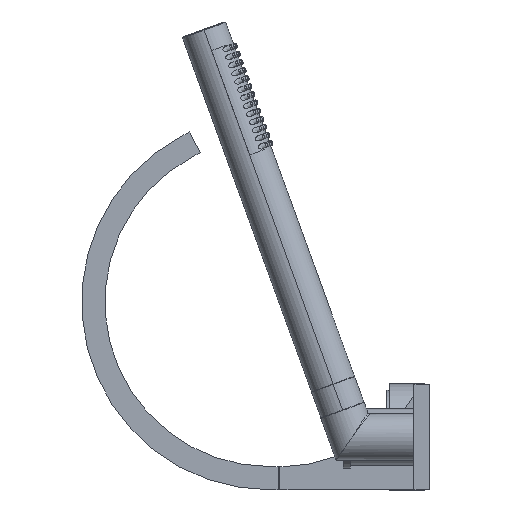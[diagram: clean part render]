
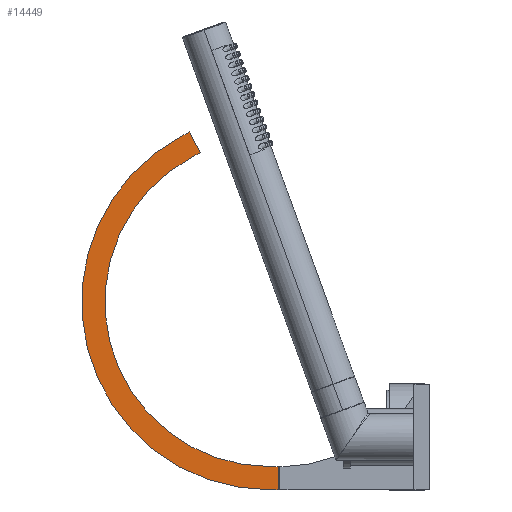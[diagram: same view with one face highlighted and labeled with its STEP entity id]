
A CAD part, left-side view. The second image highlights one B-rep face of the part: STEP entity #14449.
In plain terms, the highlighted planar face has unit normal (-1, 0, 0).
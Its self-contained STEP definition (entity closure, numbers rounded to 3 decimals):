
#110 = CARTESIAN_POINT ( 'NONE',  ( -24., 54.753, 194.064 ) ) ;
#233 = VERTEX_POINT ( 'NONE', #8458 ) ;
#531 = LINE ( 'NONE', #1792, #6702 ) ;
#1186 = CARTESIAN_POINT ( 'NONE',  ( -24., 5., -6.6 ) ) ;
#1323 = CARTESIAN_POINT ( 'NONE',  ( -24., 48.586, 182.393 ) ) ;
#1792 = CARTESIAN_POINT ( 'NONE',  ( -24., 0., -6.6 ) ) ;
#1900 = CARTESIAN_POINT ( 'NONE',  ( -24., 50.332, 196.4 ) ) ;
#1938 = VECTOR ( 'NONE', #7214, 1000. ) ;
#2051 = DIRECTION ( 'NONE',  ( 1., 0., 0. ) ) ;
#2838 = VERTEX_POINT ( 'NONE', #3020 ) ;
#2877 = ORIENTED_EDGE ( 'NONE', *, *, #8588, .F. ) ;
#3020 = CARTESIAN_POINT ( 'NONE',  ( -24., 50.332, 196.4 ) ) ;
#3215 = VECTOR ( 'NONE', #6661, 1000. ) ;
#4903 = DIRECTION ( 'NONE',  ( 0., 0., -1. ) ) ;
#4970 = ORIENTED_EDGE ( 'NONE', *, *, #7544, .F. ) ;
#4972 = CARTESIAN_POINT ( 'NONE',  ( -24., 54.753, 194.064 ) ) ;
#5422 = VERTEX_POINT ( 'NONE', #6101 ) ;
#5447 = DIRECTION ( 'NONE',  ( 0., 0., -1. ) ) ;
#5716 = CARTESIAN_POINT ( 'NONE',  ( -24., 5., 99.9 ) ) ;
#6097 = CARTESIAN_POINT ( 'NONE',  ( -24., 0., 6.6 ) ) ;
#6101 = CARTESIAN_POINT ( 'NONE',  ( -24., 0., 6.6 ) ) ;
#6661 = DIRECTION ( 'NONE',  ( 0., -0.467, -0.884 ) ) ;
#6702 = VECTOR ( 'NONE', #14509, 1000. ) ;
#7214 = DIRECTION ( 'NONE',  ( 0., -0.884, 0.467 ) ) ;
#7470 = EDGE_CURVE ( 'NONE', #10978, #2838, #7740, .T. ) ;
#7473 = DIRECTION ( 'NONE',  ( 0., -1., 0. ) ) ;
#7544 = EDGE_CURVE ( 'NONE', #2838, #13635, #13126, .T. ) ;
#7638 = LINE ( 'NONE', #11195, #11061 ) ;
#7740 = LINE ( 'NONE', #4972, #1938 ) ;
#7854 = EDGE_CURVE ( 'NONE', #10573, #9477, #13307, .T. ) ;
#7897 = DIRECTION ( 'NONE',  ( 0., 0., -1. ) ) ;
#8107 = EDGE_CURVE ( 'NONE', #14716, #10978, #10609, .T. ) ;
#8458 = CARTESIAN_POINT ( 'NONE',  ( -24., 0., -6.6 ) ) ;
#8503 = ORIENTED_EDGE ( 'NONE', *, *, #14862, .F. ) ;
#8588 = EDGE_CURVE ( 'NONE', #9477, #5422, #13661, .T. ) ;
#8865 = DIRECTION ( 'NONE',  ( 0., 0.884, -0.467 ) ) ;
#9041 = CARTESIAN_POINT ( 'NONE',  ( -24., 0., 6.6 ) ) ;
#9477 = VERTEX_POINT ( 'NONE', #13429 ) ;
#9567 = EDGE_CURVE ( 'NONE', #5422, #233, #14714, .T. ) ;
#9772 = CARTESIAN_POINT ( 'NONE',  ( -24., 44.166, 184.729 ) ) ;
#10206 = DIRECTION ( 'NONE',  ( 0., 0., -1. ) ) ;
#10268 = DIRECTION ( 'NONE',  ( -1., 0., 0. ) ) ;
#10573 = VERTEX_POINT ( 'NONE', #1323 ) ;
#10609 = CIRCLE ( 'NONE', #11336, 106.5 ) ;
#10710 = CARTESIAN_POINT ( 'NONE',  ( -24., 5., 99.9 ) ) ;
#10826 = AXIS2_PLACEMENT_3D ( 'NONE', #14815, #2051, #5447 ) ;
#10978 = VERTEX_POINT ( 'NONE', #110 ) ;
#11027 = ORIENTED_EDGE ( 'NONE', *, *, #7470, .F. ) ;
#11061 = VECTOR ( 'NONE', #8865, 1000. ) ;
#11118 = VECTOR ( 'NONE', #10206, 1000. ) ;
#11195 = CARTESIAN_POINT ( 'NONE',  ( -24., 44.166, 184.729 ) ) ;
#11336 = AXIS2_PLACEMENT_3D ( 'NONE', #10710, #11808, #4903 ) ;
#11669 = VECTOR ( 'NONE', #7473, 1000. ) ;
#11808 = DIRECTION ( 'NONE',  ( 1., 0., 0. ) ) ;
#12281 = ORIENTED_EDGE ( 'NONE', *, *, #9567, .F. ) ;
#12284 = EDGE_CURVE ( 'NONE', #13635, #10573, #7638, .T. ) ;
#12442 = PLANE ( 'NONE',  #10826 ) ;
#12774 = ORIENTED_EDGE ( 'NONE', *, *, #8107, .F. ) ;
#12876 = AXIS2_PLACEMENT_3D ( 'NONE', #5716, #10268, #7897 ) ;
#13037 = ORIENTED_EDGE ( 'NONE', *, *, #7854, .F. ) ;
#13126 = LINE ( 'NONE', #1900, #3215 ) ;
#13177 = FACE_OUTER_BOUND ( 'NONE', #14091, .T. ) ;
#13307 = CIRCLE ( 'NONE', #12876, 93.3 ) ;
#13414 = ORIENTED_EDGE ( 'NONE', *, *, #12284, .F. ) ;
#13429 = CARTESIAN_POINT ( 'NONE',  ( -24., 5., 6.6 ) ) ;
#13635 = VERTEX_POINT ( 'NONE', #9772 ) ;
#13661 = LINE ( 'NONE', #6097, #11669 ) ;
#14091 = EDGE_LOOP ( 'NONE', ( #2877, #13037, #13414, #4970, #11027, #12774, #8503, #12281 ) ) ;
#14449 = ADVANCED_FACE ( 'NONE', ( #13177 ), #12442, .F. ) ;
#14509 = DIRECTION ( 'NONE',  ( 0., 1., 0. ) ) ;
#14714 = LINE ( 'NONE', #9041, #11118 ) ;
#14716 = VERTEX_POINT ( 'NONE', #1186 ) ;
#14815 = CARTESIAN_POINT ( 'NONE',  ( -24., 5., 99.9 ) ) ;
#14862 = EDGE_CURVE ( 'NONE', #233, #14716, #531, .T. ) ;
